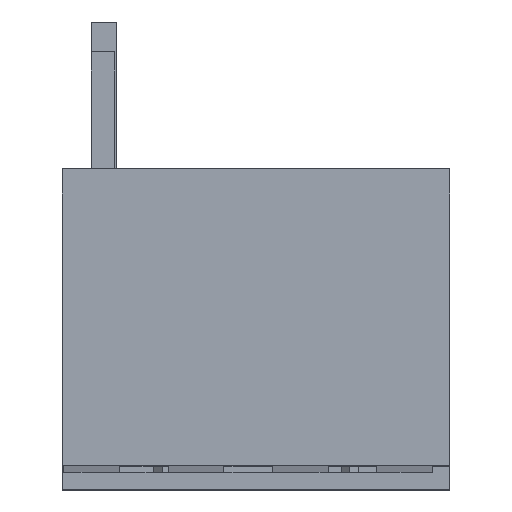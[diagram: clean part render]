
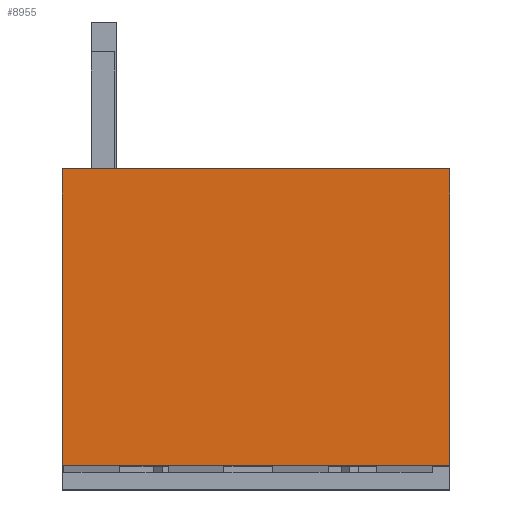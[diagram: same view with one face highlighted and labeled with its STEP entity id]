
A CAD part, top view. The second image highlights one B-rep face of the part: STEP entity #8955.
In plain terms, the highlighted planar face has unit normal (0, 0, 1).
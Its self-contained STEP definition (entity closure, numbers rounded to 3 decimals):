
#300=ORIENTED_EDGE('',*,*,#2215,.T.);
#301=ORIENTED_EDGE('',*,*,#2216,.F.);
#302=ORIENTED_EDGE('',*,*,#2217,.F.);
#303=ORIENTED_EDGE('',*,*,#2218,.T.);
#2215=EDGE_CURVE('',#3167,#3168,#3812,.T.);
#2216=EDGE_CURVE('',#3169,#3168,#3813,.T.);
#2217=EDGE_CURVE('',#3170,#3169,#3814,.T.);
#2218=EDGE_CURVE('',#3170,#3167,#3815,.T.);
#3167=VERTEX_POINT('',#11645);
#3168=VERTEX_POINT('',#11646);
#3169=VERTEX_POINT('',#11648);
#3170=VERTEX_POINT('',#11650);
#3812=LINE('',#11644,#4671);
#3813=LINE('',#11647,#4672);
#3814=LINE('',#11649,#4673);
#3815=LINE('',#11651,#4674);
#4671=VECTOR('',#9848,1000.);
#4672=VECTOR('',#9849,1000.);
#4673=VECTOR('',#9850,1000.);
#4674=VECTOR('',#9851,1000.);
#5480=EDGE_LOOP('',(#300,#301,#302,#303));
#5838=FACE_BOUND('',#5480,.T.);
#6196=PLANE('',#9311);
#8955=ADVANCED_FACE('',(#5838),#6196,.T.);
#9311=AXIS2_PLACEMENT_3D('',#11643,#9846,#9847);
#9846=DIRECTION('',(0.,0.,1.));
#9847=DIRECTION('',(-1.,0.,0.));
#9848=DIRECTION('',(0.,1.,0.));
#9849=DIRECTION('',(1.,0.,0.));
#9850=DIRECTION('',(0.,1.,0.));
#9851=DIRECTION('',(1.,0.,0.));
#11643=CARTESIAN_POINT('',(-1.337,8.255,221.));
#11644=CARTESIAN_POINT('',(9.405,-5.021,221.));
#11645=CARTESIAN_POINT('',(9.405,-5.021,221.));
#11646=CARTESIAN_POINT('',(9.405,12.079,221.));
#11647=CARTESIAN_POINT('',(-12.895,12.079,221.));
#11648=CARTESIAN_POINT('',(-12.895,12.079,221.));
#11649=CARTESIAN_POINT('',(-12.895,-5.021,221.));
#11650=CARTESIAN_POINT('',(-12.895,-5.021,221.));
#11651=CARTESIAN_POINT('',(-12.895,-5.021,221.));
